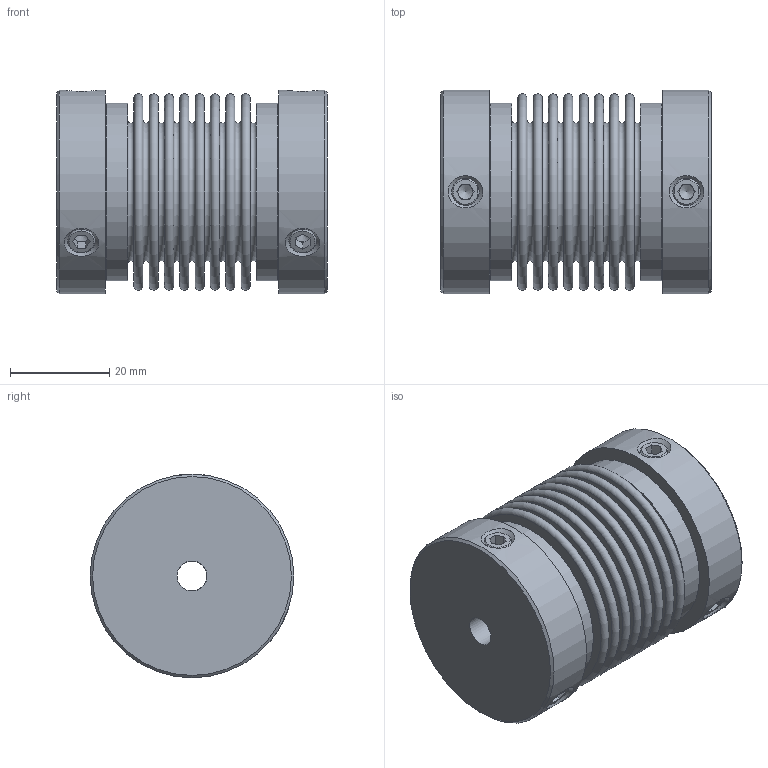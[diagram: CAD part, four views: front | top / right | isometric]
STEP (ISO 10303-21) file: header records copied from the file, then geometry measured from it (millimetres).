
FILE_DESCRIPTION( ( 'Unknown' ), '1' );
FILE_NAME( 'MKA 8.stp', 'Unknown', ( 'Unknown' ), ( 'Unknown' ), 'PSStep 10.1', 'Unknown', ' ' );
FILE_SCHEMA( ( 'AUTOMOTIVE_DESIGN { 1 0 10303 214 1 1 1 1 }' ) );
Length unit declared in the file: millimetre
Products named in the file (1): 21315456-oa3
Bounding box: 54.5 x 41 x 41 mm (x, y, z)
Volume: 36083.5 mm3; surface area: 35339.6 mm2
Topology: 1 solids, 1 shells, 176 faces, 364 edges, 236 vertices
Faces by surface type: plane 100, torus 34, cylinder 22, cone 20
Full cylindrical faces by diameter (mm): 5 x4, 6 x2, 35.1 x2, 35.2 x2, 35.8 x2, 41 x2
Entity records: 5916 total; most frequent: CARTESIAN_POINT 1153, DIRECTION 730, ORIENTED_EDGE 512, AXIS2_PLACEMENT_3D 317, EDGE_LOOP 296, EDGE_CURVE 256, FACE_OUTER_BOUND 224, VERTEX_POINT 208
